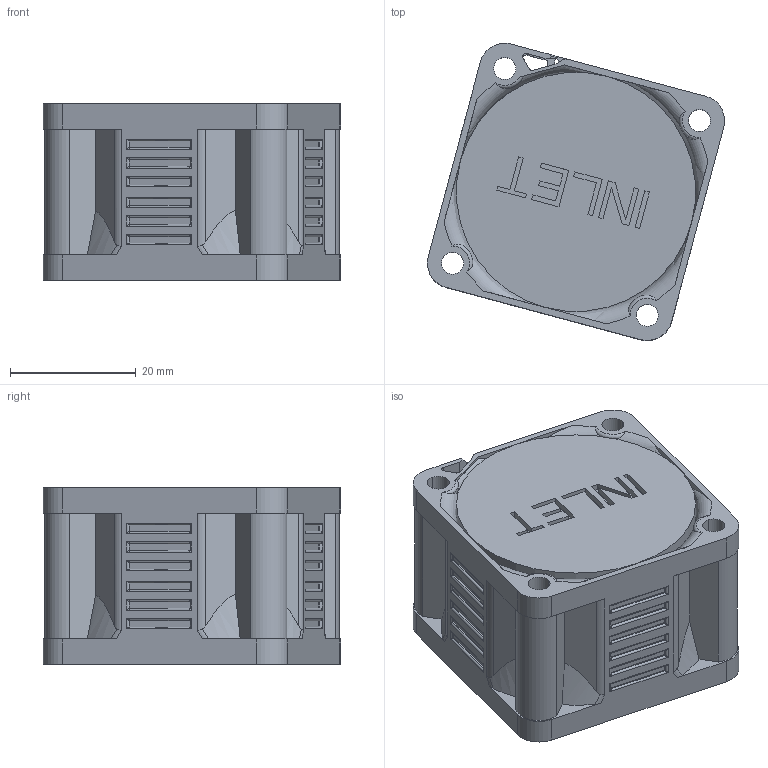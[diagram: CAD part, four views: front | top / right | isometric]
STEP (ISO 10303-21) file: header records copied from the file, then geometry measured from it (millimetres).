
FILE_DESCRIPTION((''),'2;1');
FILE_NAME('FFB0412VN-00','2023-03-14T',('CHAOREN.XIAO'),(''),'CREO PARAMETRIC BY PTC INC, 2015080','CREO PARAMETRIC BY PTC INC, 2015080','');
FILE_SCHEMA(('CONFIG_CONTROL_DESIGN'));
Length unit declared in the file: millimetre
Products named in the file (1): FFB0412VN-00
Bounding box: 47.16 x 47.16 x 28 mm (x, y, z)
Volume: 39662.1 mm3; surface area: 12194 mm2
Topology: 1 solids, 1 shells, 836 faces, 2147 edges, 1359 vertices
Faces by surface type: plane 492, cylinder 169, torus 101, bspline 45, cone 22, extrusion 7
Entity records: 34854 total; most frequent: CARTESIAN_POINT 15095, ORIENTED_EDGE 4294, DIRECTION 3781, EDGE_CURVE 2147, VERTEX_POINT 1359, VECTOR 1325, LINE 1318, AXIS2_PLACEMENT_3D 1228
